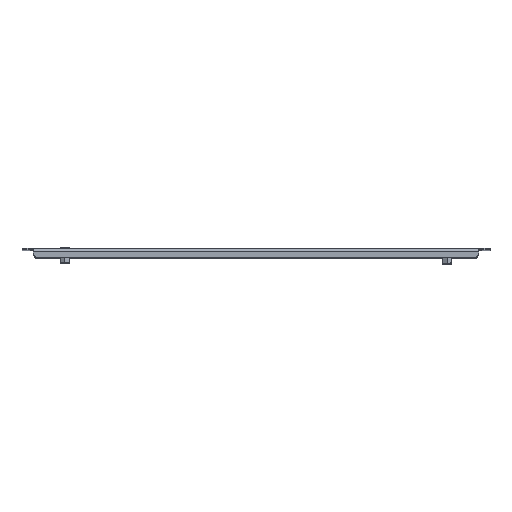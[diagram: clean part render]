
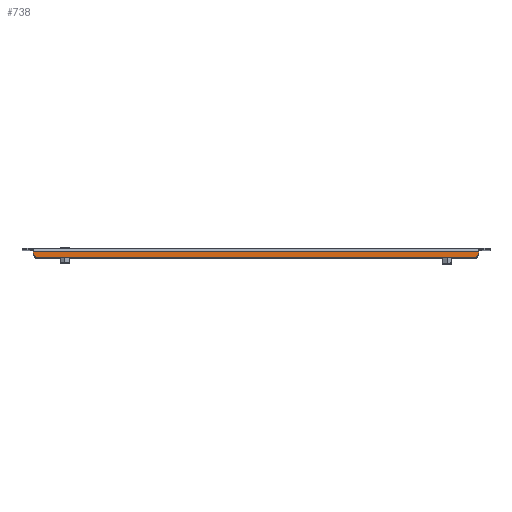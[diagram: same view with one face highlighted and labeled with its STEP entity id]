
A CAD part, top view. The second image highlights one B-rep face of the part: STEP entity #738.
In plain terms, the highlighted planar face has unit normal (0, 0, 1).
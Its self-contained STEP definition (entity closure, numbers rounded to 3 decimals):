
#85 = CARTESIAN_POINT ( 'NONE',  ( -233., -3.5, 295. ) ) ;
#127 = LINE ( 'NONE', #3434, #7974 ) ;
#220 = CARTESIAN_POINT ( 'NONE',  ( -233., -5., 295. ) ) ;
#367 = EDGE_CURVE ( 'NONE', #8660, #8328, #9952, .T. ) ;
#548 = DIRECTION ( 'NONE',  ( 0., -1., 0. ) ) ;
#659 = DIRECTION ( 'NONE',  ( 0., -1., 0. ) ) ;
#738 = ADVANCED_FACE ( 'NONE', ( #9165 ), #6033, .T. ) ;
#777 = CARTESIAN_POINT ( 'NONE',  ( 233., 23.978, 295. ) ) ;
#1008 = VERTEX_POINT ( 'NONE', #220 ) ;
#1135 = ORIENTED_EDGE ( 'NONE', *, *, #1334, .T. ) ;
#1145 = AXIS2_PLACEMENT_3D ( 'NONE', #3778, #7670, #548 ) ;
#1174 = LINE ( 'NONE', #8298, #9670 ) ;
#1334 = EDGE_CURVE ( 'NONE', #1008, #8660, #1621, .T. ) ;
#1462 = DIRECTION ( 'NONE',  ( 0., -1., 0. ) ) ;
#1621 = CIRCLE ( 'NONE', #6963, 5. ) ;
#1912 = DIRECTION ( 'NONE',  ( -1., 0., 0. ) ) ;
#2201 = EDGE_CURVE ( 'NONE', #3355, #8565, #127, .T. ) ;
#2291 = LINE ( 'NONE', #777, #7465 ) ;
#2664 = VECTOR ( 'NONE', #8224, 1000. ) ;
#2853 = CARTESIAN_POINT ( 'NONE',  ( 245., -10., 295. ) ) ;
#3355 = VERTEX_POINT ( 'NONE', #4626 ) ;
#3434 = CARTESIAN_POINT ( 'NONE',  ( 0., -3.5, 295. ) ) ;
#3656 = DIRECTION ( 'NONE',  ( 0., 0., 1. ) ) ;
#3778 = CARTESIAN_POINT ( 'NONE',  ( 0., 291.978, 295. ) ) ;
#4366 = AXIS2_PLACEMENT_3D ( 'NONE', #9099, #3656, #9053 ) ;
#4626 = CARTESIAN_POINT ( 'NONE',  ( 233., -3.5, 295. ) ) ;
#4792 = CARTESIAN_POINT ( 'NONE',  ( -228., -10., 295. ) ) ;
#4814 = ORIENTED_EDGE ( 'NONE', *, *, #367, .T. ) ;
#5047 = ORIENTED_EDGE ( 'NONE', *, *, #7664, .T. ) ;
#5623 = EDGE_CURVE ( 'NONE', #1008, #8565, #1174, .T. ) ;
#5710 = ORIENTED_EDGE ( 'NONE', *, *, #6010, .F. ) ;
#6010 = EDGE_CURVE ( 'NONE', #3355, #6948, #2291, .T. ) ;
#6033 = PLANE ( 'NONE',  #1145 ) ;
#6056 = CARTESIAN_POINT ( 'NONE',  ( -228., -5., 295. ) ) ;
#6693 = CIRCLE ( 'NONE', #4366, 5. ) ;
#6948 = VERTEX_POINT ( 'NONE', #9880 ) ;
#6963 = AXIS2_PLACEMENT_3D ( 'NONE', #6056, #8556, #659 ) ;
#7290 = ORIENTED_EDGE ( 'NONE', *, *, #5623, .F. ) ;
#7465 = VECTOR ( 'NONE', #1462, 1000. ) ;
#7664 = EDGE_CURVE ( 'NONE', #8328, #6948, #6693, .T. ) ;
#7670 = DIRECTION ( 'NONE',  ( 0., 0., 1. ) ) ;
#7974 = VECTOR ( 'NONE', #1912, 1000. ) ;
#8137 = CARTESIAN_POINT ( 'NONE',  ( 228., -10., 295. ) ) ;
#8224 = DIRECTION ( 'NONE',  ( 1., 0., 0. ) ) ;
#8298 = CARTESIAN_POINT ( 'NONE',  ( -233., 23.978, 295. ) ) ;
#8328 = VERTEX_POINT ( 'NONE', #8137 ) ;
#8556 = DIRECTION ( 'NONE',  ( 0., 0., 1. ) ) ;
#8565 = VERTEX_POINT ( 'NONE', #85 ) ;
#8660 = VERTEX_POINT ( 'NONE', #4792 ) ;
#9053 = DIRECTION ( 'NONE',  ( 0., -1., 0. ) ) ;
#9099 = CARTESIAN_POINT ( 'NONE',  ( 228., -5., 295. ) ) ;
#9163 = DIRECTION ( 'NONE',  ( 0., 1., 0. ) ) ;
#9165 = FACE_OUTER_BOUND ( 'NONE', #9403, .T. ) ;
#9403 = EDGE_LOOP ( 'NONE', ( #7290, #1135, #4814, #5047, #5710, #9735 ) ) ;
#9670 = VECTOR ( 'NONE', #9163, 1000. ) ;
#9735 = ORIENTED_EDGE ( 'NONE', *, *, #2201, .T. ) ;
#9880 = CARTESIAN_POINT ( 'NONE',  ( 233., -5., 295. ) ) ;
#9952 = LINE ( 'NONE', #2853, #2664 ) ;
